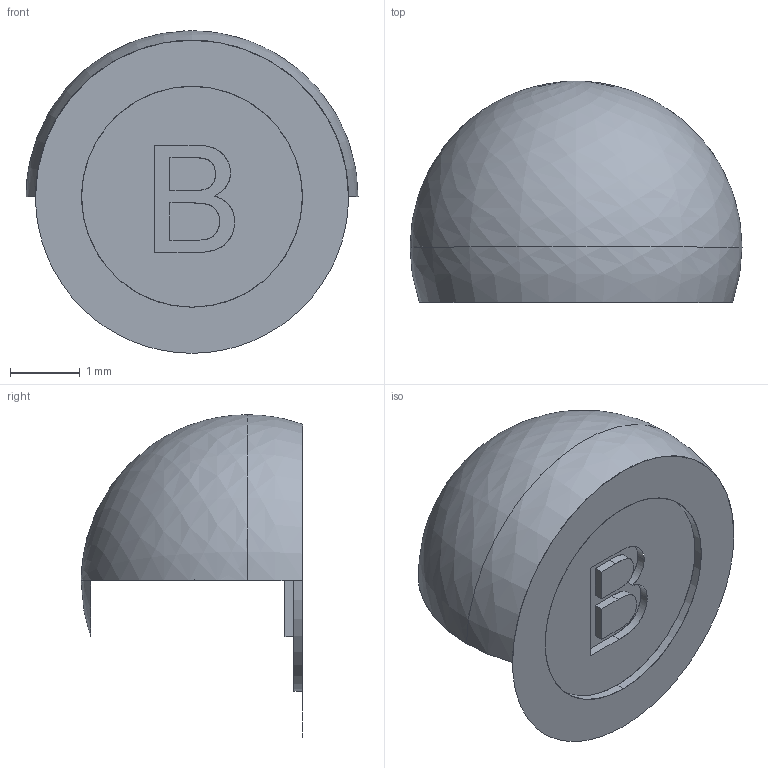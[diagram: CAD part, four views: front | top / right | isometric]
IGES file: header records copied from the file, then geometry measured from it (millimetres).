
Start section: SolidWorks IGES file using analytic representation for surfaces
Global section: file name: 187-TBR.IGS; native system: SolidWorks 2006 by SolidWorks Corporation; preprocessor: SolidWorks 2006 by SolidWorks Corporation; author: rvillegas; date: 061210.195504; units: inch
Bounding box: 4.76 x 3.17 x 4.63 mm (x, y, z)
Surface area: 60.9 mm2 (no closed solid volume)
Topology: 0 solids, 0 shells, 28 faces, 345 edges, 344 vertices
Faces by surface type: bspline 24, revolution 4
